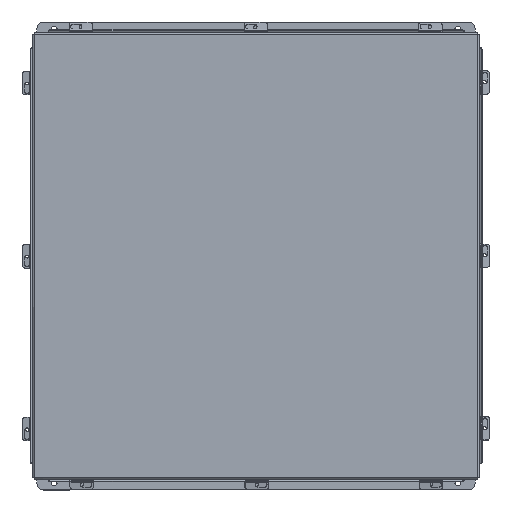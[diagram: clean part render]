
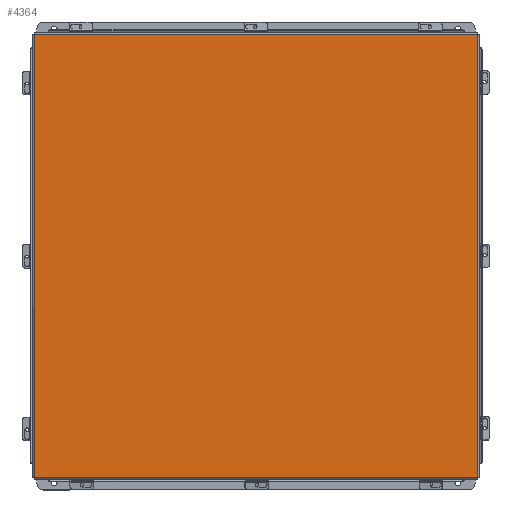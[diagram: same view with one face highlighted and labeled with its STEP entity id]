
A CAD part, top view. The second image highlights one B-rep face of the part: STEP entity #4364.
In plain terms, the highlighted face is planar.
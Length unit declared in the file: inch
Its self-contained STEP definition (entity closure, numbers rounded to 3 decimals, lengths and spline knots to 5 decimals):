
#188 = VECTOR ( 'NONE', #8879, 39.37008 ) ;
#640 = DIRECTION ( 'NONE',  ( 0., 0., -1. ) ) ;
#904 = EDGE_CURVE ( 'NONE', #9843, #6917, #8090, .T. ) ;
#1001 = LINE ( 'NONE', #6266, #6324 ) ;
#1084 = LINE ( 'NONE', #8936, #2852 ) ;
#1397 = PLANE ( 'NONE',  #2606 ) ;
#1515 = CARTESIAN_POINT ( 'NONE',  ( 12.06855, 12.06855, -0.0747 ) ) ;
#1940 = EDGE_CURVE ( 'NONE', #6917, #7257, #1001, .T. ) ;
#1947 = CARTESIAN_POINT ( 'NONE',  ( 0., 0., -0.0747 ) ) ;
#1980 = ORIENTED_EDGE ( 'NONE', *, *, #1940, .T. ) ;
#2491 = DIRECTION ( 'NONE',  ( 0., -1., 0. ) ) ;
#2606 = AXIS2_PLACEMENT_3D ( 'NONE', #1947, #640, #8969 ) ;
#2615 = CARTESIAN_POINT ( 'NONE',  ( 12.06855, -12.06855, -0.0747 ) ) ;
#2640 = CARTESIAN_POINT ( 'NONE',  ( 12.07448, -12.06855, -0.0747 ) ) ;
#2672 = DIRECTION ( 'NONE',  ( -1., 0., 0. ) ) ;
#2750 = ORIENTED_EDGE ( 'NONE', *, *, #3542, .T. ) ;
#2852 = VECTOR ( 'NONE', #8627, 39.37008 ) ;
#3368 = VERTEX_POINT ( 'NONE', #7681 ) ;
#3542 = EDGE_CURVE ( 'NONE', #7257, #3368, #5223, .T. ) ;
#4364 = ADVANCED_FACE ( 'NONE', ( #9167 ), #1397, .T. ) ;
#4534 = ORIENTED_EDGE ( 'NONE', *, *, #8739, .T. ) ;
#5223 = LINE ( 'NONE', #2640, #6923 ) ;
#5543 = CARTESIAN_POINT ( 'NONE',  ( -12.06855, 12.06855, -0.0747 ) ) ;
#6266 = CARTESIAN_POINT ( 'NONE',  ( 12.06855, 12.07448, -0.0747 ) ) ;
#6324 = VECTOR ( 'NONE', #2491, 39.37008 ) ;
#6917 = VERTEX_POINT ( 'NONE', #1515 ) ;
#6923 = VECTOR ( 'NONE', #2672, 39.37008 ) ;
#7257 = VERTEX_POINT ( 'NONE', #2615 ) ;
#7681 = CARTESIAN_POINT ( 'NONE',  ( -12.06855, -12.06855, -0.0747 ) ) ;
#8090 = LINE ( 'NONE', #9539, #188 ) ;
#8208 = ORIENTED_EDGE ( 'NONE', *, *, #904, .T. ) ;
#8627 = DIRECTION ( 'NONE',  ( 0., 1., 0. ) ) ;
#8739 = EDGE_CURVE ( 'NONE', #3368, #9843, #1084, .T. ) ;
#8879 = DIRECTION ( 'NONE',  ( 1., 0., 0. ) ) ;
#8936 = CARTESIAN_POINT ( 'NONE',  ( -12.06855, -12.07448, -0.0747 ) ) ;
#8969 = DIRECTION ( 'NONE',  ( -1., 0., 0. ) ) ;
#9100 = EDGE_LOOP ( 'NONE', ( #8208, #1980, #2750, #4534 ) ) ;
#9167 = FACE_OUTER_BOUND ( 'NONE', #9100, .T. ) ;
#9539 = CARTESIAN_POINT ( 'NONE',  ( -12.07448, 12.06855, -0.0747 ) ) ;
#9843 = VERTEX_POINT ( 'NONE', #5543 ) ;
